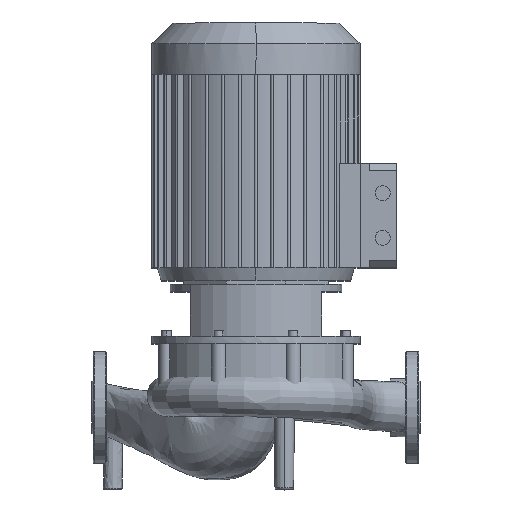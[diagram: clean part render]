
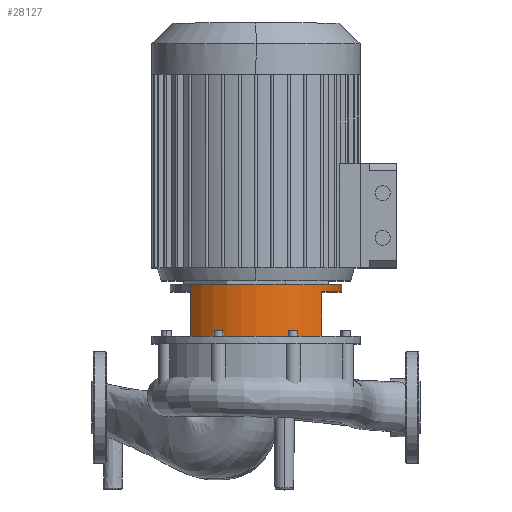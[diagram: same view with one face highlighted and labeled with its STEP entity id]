
A CAD part, top view. The second image highlights one B-rep face of the part: STEP entity #28127.
In plain terms, the highlighted cylindrical face has radius 115 mm (diameter 230 mm), a partial arc.
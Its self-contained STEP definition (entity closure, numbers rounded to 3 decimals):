
#25385=CARTESIAN_POINT('',(131.905,165.0,273.921));
#25386=VERTEX_POINT('',#25385);
#25387=CARTESIAN_POINT('',(131.905,155.,273.921));
#25388=VERTEX_POINT('',#25387);
#25389=CARTESIAN_POINT('',(131.905,165.0,273.921));
#25390=DIRECTION('',(0.0,-1.0,0.0));
#25391=VECTOR('',#25390,10.);
#25392=LINE('',#25389,#25391);
#25393=EDGE_CURVE('',#25386,#25388,#25392,.T.);
#25395=CARTESIAN_POINT('',(308.095,165.0,126.079));
#25396=VERTEX_POINT('',#25395);
#25404=CARTESIAN_POINT('',(308.095,155.0,126.079));
#25405=VERTEX_POINT('',#25404);
#25406=CARTESIAN_POINT('',(308.095,165.0,126.079));
#25407=DIRECTION('',(0.0,-1.0,0.0));
#25408=VECTOR('',#25407,10.0);
#25409=LINE('',#25406,#25408);
#25410=EDGE_CURVE('',#25396,#25405,#25409,.T.);
#28020=CARTESIAN_POINT('',(308.095,155.,273.921));
#28021=VERTEX_POINT('',#28020);
#28022=CARTESIAN_POINT('',(220.0,155.0,200.0));
#28023=DIRECTION('',(0.0,-1.0,0.0));
#28024=DIRECTION('',(-1.0,0.0,0.0));
#28025=AXIS2_PLACEMENT_3D('',#28022,#28023,#28024);
#28026=CIRCLE('',#28025,115.0);
#28027=EDGE_CURVE('',#25405,#28021,#28026,.T.);
#28062=CARTESIAN_POINT('',(335.0,165.0,200.0));
#28063=VERTEX_POINT('',#28062);
#28064=CARTESIAN_POINT('',(220.0,165.0,200.0));
#28065=DIRECTION('',(0.0,-1.0,0.0));
#28066=DIRECTION('',(-1.0,0.0,0.0));
#28067=AXIS2_PLACEMENT_3D('',#28064,#28065,#28066);
#28068=CIRCLE('',#28067,115.0);
#28069=EDGE_CURVE('',#28063,#25386,#28068,.T.);
#28071=CARTESIAN_POINT('',(220.0,165.0,200.0));
#28072=DIRECTION('',(0.0,-1.0,0.0));
#28073=DIRECTION('',(-1.0,0.0,0.0));
#28074=AXIS2_PLACEMENT_3D('',#28071,#28072,#28073);
#28075=CIRCLE('',#28074,115.0);
#28076=EDGE_CURVE('',#25396,#28063,#28075,.T.);
#28092=CARTESIAN_POINT('',(220.0,95.0,200.0));
#28093=DIRECTION('',(0.0,1.0,0.0));
#28094=DIRECTION('',(-0.766,0.0,0.643));
#28095=AXIS2_PLACEMENT_3D('',#28092,#28093,#28094);
#28096=CYLINDRICAL_SURFACE('',#28095,115.);
#28097=ORIENTED_EDGE('',*,*,#25393,.T.);
#28098=CARTESIAN_POINT('',(131.905,95.0,273.921));
#28099=VERTEX_POINT('',#28098);
#28100=CARTESIAN_POINT('',(131.905,95.0,273.921));
#28101=DIRECTION('',(0.0,1.0,0.0));
#28102=VECTOR('',#28101,60.);
#28103=LINE('',#28100,#28102);
#28104=EDGE_CURVE('',#28099,#25388,#28103,.T.);
#28105=ORIENTED_EDGE('',*,*,#28104,.F.);
#28106=CARTESIAN_POINT('',(308.095,95.0,273.921));
#28107=VERTEX_POINT('',#28106);
#28108=CARTESIAN_POINT('',(220.0,95.0,200.0));
#28109=DIRECTION('',(0.0,-1.0,0.0));
#28110=DIRECTION('',(-0.766,0.0,0.643));
#28111=AXIS2_PLACEMENT_3D('',#28108,#28109,#28110);
#28112=CIRCLE('',#28111,115.);
#28113=EDGE_CURVE('',#28107,#28099,#28112,.T.);
#28114=ORIENTED_EDGE('',*,*,#28113,.F.);
#28115=CARTESIAN_POINT('',(308.095,95.0,273.921));
#28116=DIRECTION('',(0.0,1.0,0.0));
#28117=VECTOR('',#28116,60.);
#28118=LINE('',#28115,#28117);
#28119=EDGE_CURVE('',#28107,#28021,#28118,.T.);
#28120=ORIENTED_EDGE('',*,*,#28119,.T.);
#28121=ORIENTED_EDGE('',*,*,#28027,.F.);
#28122=ORIENTED_EDGE('',*,*,#25410,.F.);
#28123=ORIENTED_EDGE('',*,*,#28076,.T.);
#28124=ORIENTED_EDGE('',*,*,#28069,.T.);
#28125=EDGE_LOOP('',(#28097,#28105,#28114,#28120,#28121,#28122,#28123,#28124));
#28126=FACE_OUTER_BOUND('',#28125,.T.);
#28127=ADVANCED_FACE('',(#28126),#28096,.T.);
